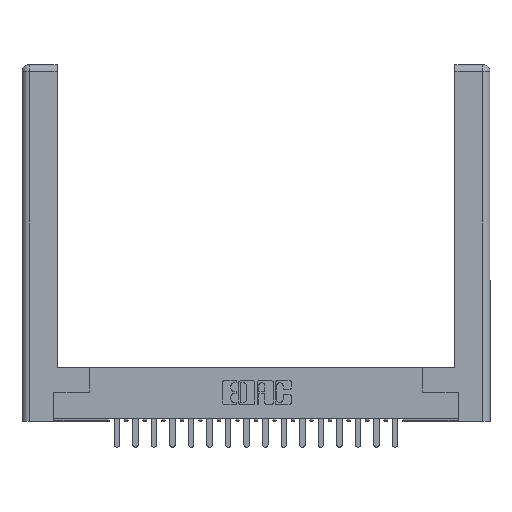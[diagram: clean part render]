
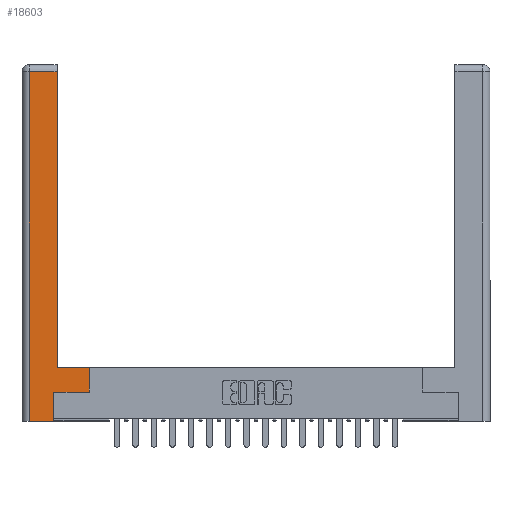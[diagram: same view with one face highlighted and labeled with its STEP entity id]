
A CAD part, top view. The second image highlights one B-rep face of the part: STEP entity #18603.
In plain terms, the highlighted planar face has unit normal (0, 0, 1).
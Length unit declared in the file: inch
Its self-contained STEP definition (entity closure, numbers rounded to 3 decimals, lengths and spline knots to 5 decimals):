
#89 = DIRECTION ( 'NONE',  ( 0., 1., 0. ) ) ;
#180 = VERTEX_POINT ( 'NONE', #5518 ) ;
#677 = EDGE_CURVE ( 'NONE', #14261, #3527, #5185, .T. ) ;
#1110 = CARTESIAN_POINT ( 'NONE',  ( 0.0615, 0., 0. ) ) ;
#1401 = ORIENTED_EDGE ( 'NONE', *, *, #13383, .T. ) ;
#1617 = ORIENTED_EDGE ( 'NONE', *, *, #3350, .T. ) ;
#2422 = VECTOR ( 'NONE', #18785, 39.37008 ) ;
#3350 = EDGE_CURVE ( 'NONE', #11957, #9444, #9052, .T. ) ;
#3411 = CARTESIAN_POINT ( 'NONE',  ( 0.0615, 2.94, 0. ) ) ;
#3527 = VERTEX_POINT ( 'NONE', #5134 ) ;
#3658 = LINE ( 'NONE', #16241, #11724 ) ;
#4847 = CARTESIAN_POINT ( 'NONE',  ( 0.265, 0.245, 0. ) ) ;
#5134 = CARTESIAN_POINT ( 'NONE',  ( 0.295, 2.94, 0. ) ) ;
#5185 = LINE ( 'NONE', #14984, #6160 ) ;
#5409 = CARTESIAN_POINT ( 'NONE',  ( 0.265, 0.245, 0. ) ) ;
#5518 = CARTESIAN_POINT ( 'NONE',  ( 0.0615, 0., 0. ) ) ;
#6160 = VECTOR ( 'NONE', #11831, 39.37008 ) ;
#6244 = CARTESIAN_POINT ( 'NONE',  ( 0.565, 0.45, 0. ) ) ;
#6342 = DIRECTION ( 'NONE',  ( 0., 0., -1. ) ) ;
#7318 = EDGE_CURVE ( 'NONE', #180, #13896, #20443, .T. ) ;
#7649 = CARTESIAN_POINT ( 'NONE',  ( 0.265, 0., 0. ) ) ;
#8062 = CARTESIAN_POINT ( 'NONE',  ( 0.265, 0., 0. ) ) ;
#8169 = EDGE_CURVE ( 'NONE', #13896, #13995, #11115, .T. ) ;
#8402 = CARTESIAN_POINT ( 'NONE',  ( 0.565, 0.245, 0. ) ) ;
#8444 = EDGE_CURVE ( 'NONE', #17057, #180, #14114, .T. ) ;
#8892 = VECTOR ( 'NONE', #12198, 39.37008 ) ;
#9052 = LINE ( 'NONE', #12117, #2422 ) ;
#9229 = ORIENTED_EDGE ( 'NONE', *, *, #16007, .T. ) ;
#9444 = VERTEX_POINT ( 'NONE', #6244 ) ;
#9735 = AXIS2_PLACEMENT_3D ( 'NONE', #14352, #6342, #12779 ) ;
#9920 = ORIENTED_EDGE ( 'NONE', *, *, #8169, .T. ) ;
#10696 = CARTESIAN_POINT ( 'NONE',  ( 0.565, 0.245, 0. ) ) ;
#10748 = LINE ( 'NONE', #15475, #8892 ) ;
#11115 = LINE ( 'NONE', #4847, #12520 ) ;
#11204 = VECTOR ( 'NONE', #20367, 39.37008 ) ;
#11724 = VECTOR ( 'NONE', #14641, 39.37008 ) ;
#11810 = ORIENTED_EDGE ( 'NONE', *, *, #7318, .T. ) ;
#11831 = DIRECTION ( 'NONE',  ( 0., 1., 0. ) ) ;
#11957 = VERTEX_POINT ( 'NONE', #8402 ) ;
#12117 = CARTESIAN_POINT ( 'NONE',  ( 0.565, 0.45, 0. ) ) ;
#12152 = DIRECTION ( 'NONE',  ( 1., 0., 0. ) ) ;
#12198 = DIRECTION ( 'NONE',  ( -1., 0., 0. ) ) ;
#12203 = VECTOR ( 'NONE', #14079, 39.37008 ) ;
#12520 = VECTOR ( 'NONE', #89, 39.37008 ) ;
#12779 = DIRECTION ( 'NONE',  ( -1., 0., 0. ) ) ;
#13383 = EDGE_CURVE ( 'NONE', #3527, #17057, #10748, .T. ) ;
#13812 = ORIENTED_EDGE ( 'NONE', *, *, #17983, .T. ) ;
#13896 = VERTEX_POINT ( 'NONE', #8062 ) ;
#13995 = VERTEX_POINT ( 'NONE', #5409 ) ;
#14079 = DIRECTION ( 'NONE',  ( 1., 0., 0. ) ) ;
#14091 = EDGE_LOOP ( 'NONE', ( #20758, #1401, #17312, #11810, #9920, #9229, #1617, #13812 ) ) ;
#14114 = LINE ( 'NONE', #1110, #11204 ) ;
#14254 = FACE_OUTER_BOUND ( 'NONE', #14091, .T. ) ;
#14261 = VERTEX_POINT ( 'NONE', #14738 ) ;
#14352 = CARTESIAN_POINT ( 'NONE',  ( 0., 0., 0. ) ) ;
#14641 = DIRECTION ( 'NONE',  ( -1., 0., 0. ) ) ;
#14738 = CARTESIAN_POINT ( 'NONE',  ( 0.295, 0.45, 0. ) ) ;
#14984 = CARTESIAN_POINT ( 'NONE',  ( 0.295, 3., 0. ) ) ;
#15475 = CARTESIAN_POINT ( 'NONE',  ( 0.0615, 2.94, 0. ) ) ;
#15744 = PLANE ( 'NONE',  #9735 ) ;
#16007 = EDGE_CURVE ( 'NONE', #13995, #11957, #20187, .T. ) ;
#16241 = CARTESIAN_POINT ( 'NONE',  ( 0.295, 0.45, 0. ) ) ;
#17057 = VERTEX_POINT ( 'NONE', #3411 ) ;
#17312 = ORIENTED_EDGE ( 'NONE', *, *, #8444, .T. ) ;
#17983 = EDGE_CURVE ( 'NONE', #9444, #14261, #3658, .T. ) ;
#18603 = ADVANCED_FACE ( 'NONE', ( #14254 ), #15744, .F. ) ;
#18756 = VECTOR ( 'NONE', #12152, 39.37008 ) ;
#18785 = DIRECTION ( 'NONE',  ( 0., 1., 0. ) ) ;
#20187 = LINE ( 'NONE', #10696, #18756 ) ;
#20367 = DIRECTION ( 'NONE',  ( 0., -1., 0. ) ) ;
#20443 = LINE ( 'NONE', #7649, #12203 ) ;
#20758 = ORIENTED_EDGE ( 'NONE', *, *, #677, .T. ) ;
